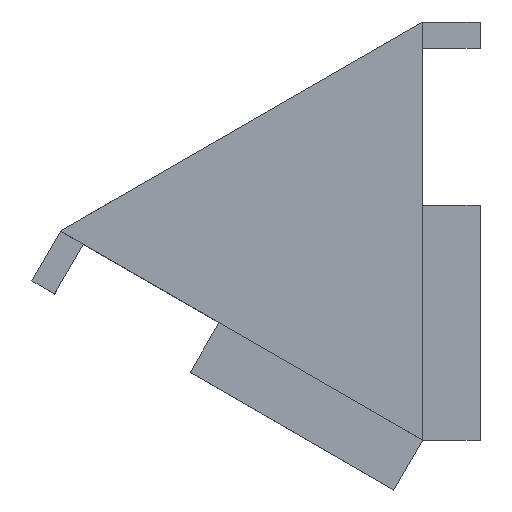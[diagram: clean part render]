
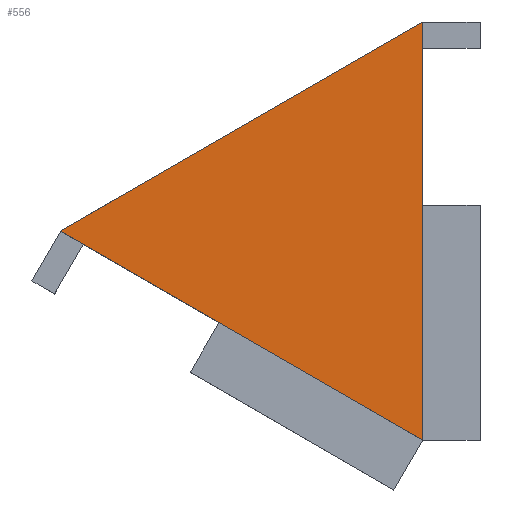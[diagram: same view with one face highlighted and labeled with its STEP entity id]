
A CAD part, top view. The second image highlights one B-rep face of the part: STEP entity #556.
In plain terms, the highlighted planar face has unit normal (0, 0, 1).
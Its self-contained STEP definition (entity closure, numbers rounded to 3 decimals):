
#52=FACE_OUTER_BOUND('',#86,.T.);
#86=EDGE_LOOP('',(#467,#468,#469));
#106=LINE('',#782,#176);
#156=LINE('',#892,#226);
#157=LINE('',#893,#227);
#176=VECTOR('',#637,10.);
#226=VECTOR('',#737,10.);
#227=VECTOR('',#738,10.);
#241=VERTEX_POINT('',#779);
#242=VERTEX_POINT('',#781);
#277=VERTEX_POINT('',#891);
#292=EDGE_CURVE('',#242,#241,#106,.T.);
#346=EDGE_CURVE('',#241,#277,#156,.T.);
#347=EDGE_CURVE('',#277,#242,#157,.T.);
#467=ORIENTED_EDGE('',*,*,#346,.T.);
#468=ORIENTED_EDGE('',*,*,#347,.T.);
#469=ORIENTED_EDGE('',*,*,#292,.T.);
#525=PLANE('',#605);
#556=ADVANCED_FACE('',(#52),#525,.T.);
#605=AXIS2_PLACEMENT_3D('',#890,#735,#736);
#637=DIRECTION('',(0.,1.,0.));
#735=DIRECTION('center_axis',(0.,0.,1.));
#736=DIRECTION('ref_axis',(1.,0.,0.));
#737=DIRECTION('',(-0.866,-0.5,0.));
#738=DIRECTION('',(0.866,-0.5,0.));
#779=CARTESIAN_POINT('',(0.,40.,18.));
#781=CARTESIAN_POINT('',(0.,0.,18.));
#782=CARTESIAN_POINT('',(0.,0.,18.));
#890=CARTESIAN_POINT('Origin',(-17.321,20.,18.));
#891=CARTESIAN_POINT('',(-34.641,20.,18.));
#892=CARTESIAN_POINT('',(0.,40.,18.));
#893=CARTESIAN_POINT('',(-34.641,20.,18.));
